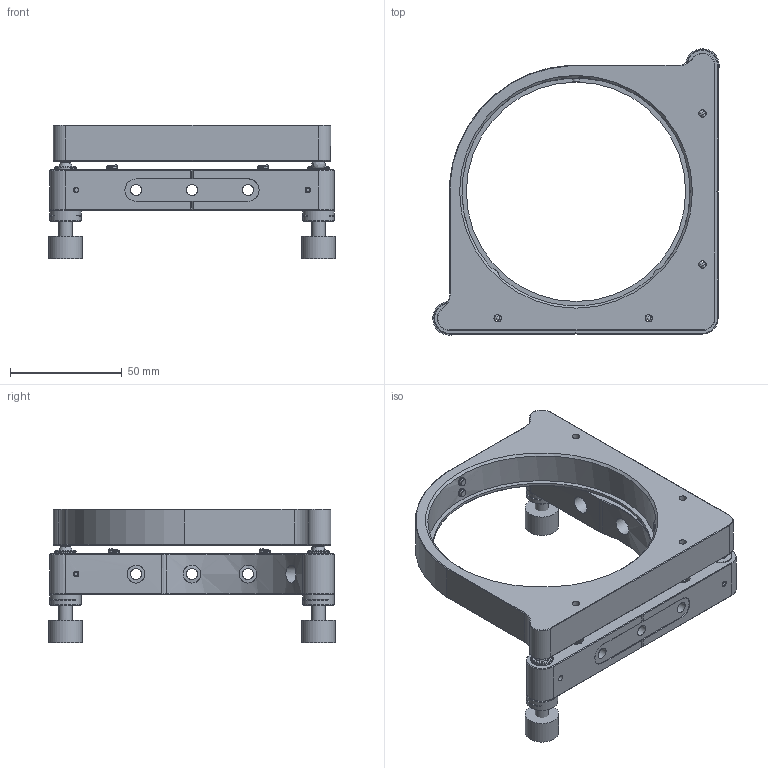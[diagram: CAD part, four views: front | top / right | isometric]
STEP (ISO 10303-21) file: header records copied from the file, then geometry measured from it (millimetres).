
FILE_DESCRIPTION (( 'STEP AP203' ), '1' );
FILE_NAME ('520104.STEP', '2024-05-14T05:45:18', ( 'Windows User' ), ( 'P R C' ), 'SwSTEP 2.0', 'SolidWorks 2020', '' );
FILE_SCHEMA (( 'CONFIG_CONTROL_DESIGN' ));
Length unit declared in the file: millimetre
Products named in the file (1): 520104
Bounding box: 128 x 128 x 59.7 mm (x, y, z)
Surface area: 50267.2 mm2 (no closed solid volume)
Topology: 0 solids, 42 shells, 307 faces, 885 edges, 601 vertices
Faces by surface type: plane 151, cylinder 84, cone 56, bspline 16
Full cylindrical faces by diameter (mm): 1.2 x1, 2 x4, 2.5 x2, 3 x4, 3.3 x6, 5 x6, 6 x2, 6.5 x8, 8 x7, 9.5 x3, 10 x1, 14 x2, 15 x2, 98 x1
Entity records: 21628 total; most frequent: CARTESIAN_POINT 14464, DIRECTION 1334, ORIENTED_EDGE 1323, EDGE_CURVE 746, VERTEX_POINT 557, AXIS2_PLACEMENT_3D 504, EDGE_LOOP 452, FACE_OUTER_BOUND 349
